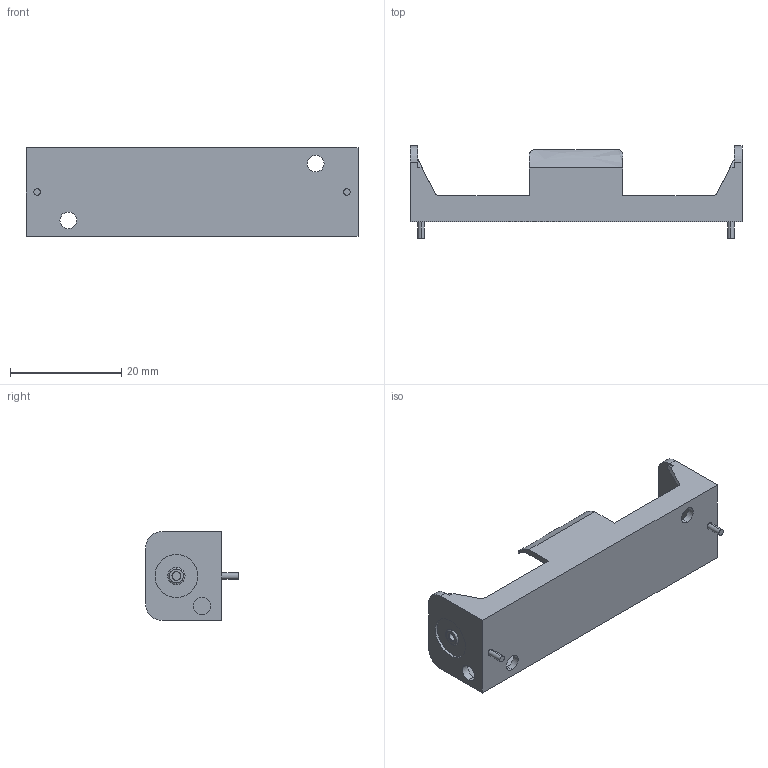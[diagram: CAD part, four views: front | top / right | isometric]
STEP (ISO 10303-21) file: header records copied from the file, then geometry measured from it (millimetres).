
FILE_DESCRIPTION (( 'STEP AP214' ), '1' );
FILE_NAME ('37859E1B-FA62-4878-B52E-8D2826874238.STEP', '2025-07-26T14:16:02', ( '' ), ( '' ), 'SwSTEP 2.0', 'SolidWorks 2022', '' );
FILE_SCHEMA (( 'AUTOMOTIVE_DESIGN' ));
Length unit declared in the file: millimetre
Products named in the file (1): 37859E1B-FA62-4878-B52E-8D2826874238
Bounding box: 59.7 x 16.7 x 16 mm (x, y, z)
Volume: 2370.9 mm3; surface area: 4563.2 mm2
Topology: 6 solids, 6 shells, 149 faces, 368 edges, 242 vertices
Faces by surface type: plane 69, cylinder 56, bspline 22, cone 2
Entity records: 5080 total; most frequent: CARTESIAN_POINT 1266, ORIENTED_EDGE 736, DIRECTION 704, EDGE_CURVE 368, AXIS2_PLACEMENT_3D 248, VERTEX_POINT 242, VECTOR 208, LINE 208
